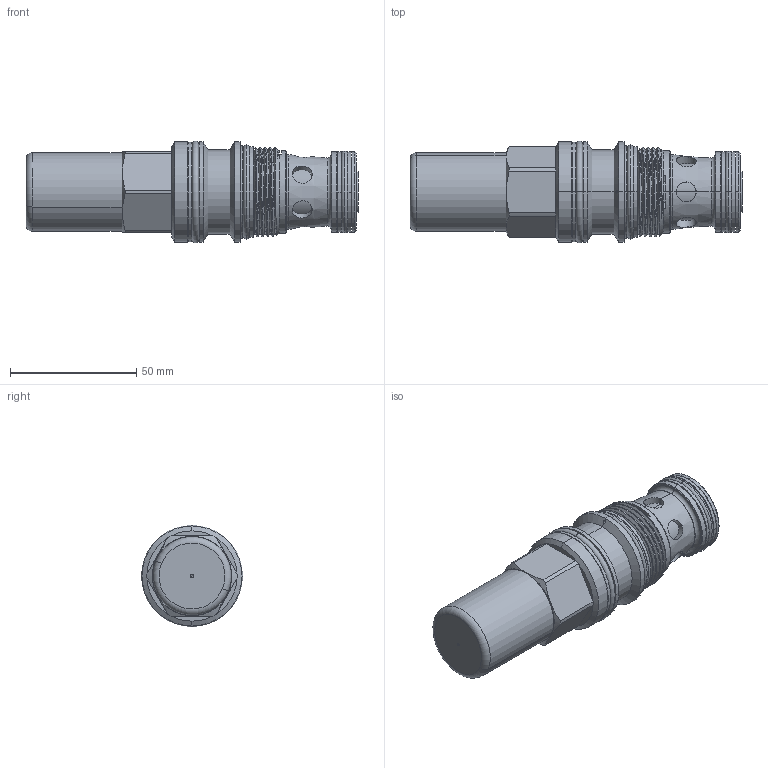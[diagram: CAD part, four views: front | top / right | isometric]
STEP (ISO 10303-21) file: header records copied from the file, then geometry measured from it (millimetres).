
FILE_DESCRIPTION (( 'STEP AP203' ), '1' );
FILE_NAME ('CB17A3D-C-160.STEP', '2020-04-08T06:38:17', ( '' ), ( '' ), 'SwSTEP 2.0', 'SolidWorks 2018', '' );
FILE_SCHEMA (( 'CONFIG_CONTROL_DESIGN' ));
Length unit declared in the file: millimetre
Products named in the file (1): CB17A3D-C-160
Bounding box: 131.62 x 40.39 x 40.39 mm (x, y, z)
Volume: 95640.4 mm3; surface area: 31864.4 mm2
Topology: 7 solids, 7 shells, 280 faces, 630 edges, 381 vertices
Faces by surface type: cylinder 122, plane 63, cone 59, torus 28, bspline 6, sphere 2
Entity records: 10798 total; most frequent: CARTESIAN_POINT 4547, DIRECTION 1346, ORIENTED_EDGE 1256, EDGE_CURVE 628, AXIS2_PLACEMENT_3D 575, VERTEX_POINT 381, EDGE_LOOP 311, CIRCLE 300
